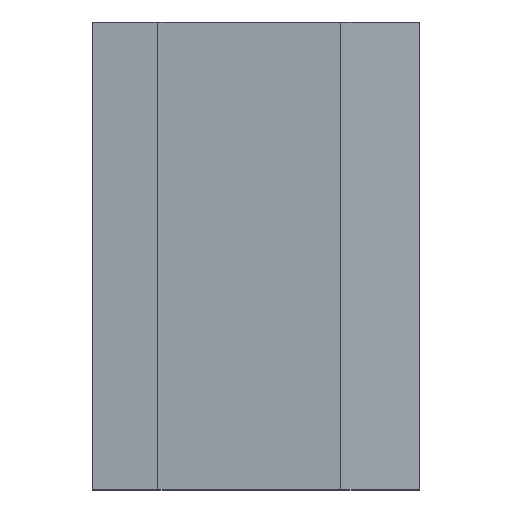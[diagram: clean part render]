
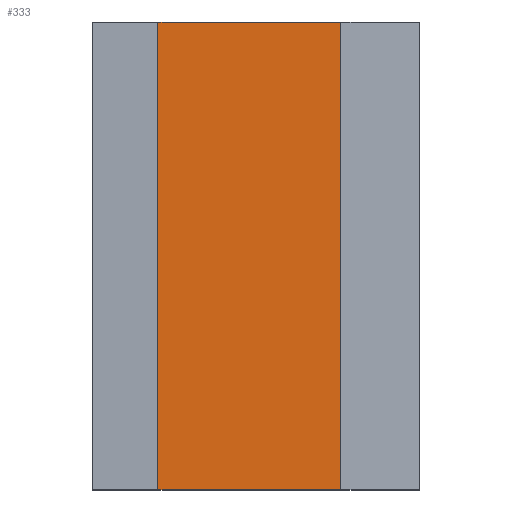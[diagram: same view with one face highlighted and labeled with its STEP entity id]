
A CAD part, left-side view. The second image highlights one B-rep face of the part: STEP entity #333.
In plain terms, the highlighted planar face has unit normal (-1, 0, 0).
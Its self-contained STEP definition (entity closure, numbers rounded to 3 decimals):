
#26=PLANE('',#372);
#45=FACE_OUTER_BOUND('',#65,.T.);
#65=EDGE_LOOP('',(#270,#271,#272,#273));
#92=LINE('',#520,#130);
#98=LINE('',#531,#136);
#99=LINE('',#533,#137);
#100=LINE('',#534,#138);
#130=VECTOR('',#428,10.);
#136=VECTOR('',#438,10.);
#137=VECTOR('',#439,10.);
#138=VECTOR('',#440,10.);
#175=VERTEX_POINT('',#518);
#176=VERTEX_POINT('',#519);
#179=VERTEX_POINT('',#530);
#180=VERTEX_POINT('',#532);
#209=EDGE_CURVE('',#175,#176,#92,.T.);
#215=EDGE_CURVE('',#176,#179,#98,.T.);
#216=EDGE_CURVE('',#180,#179,#99,.T.);
#217=EDGE_CURVE('',#175,#180,#100,.T.);
#270=ORIENTED_EDGE('',*,*,#209,.T.);
#271=ORIENTED_EDGE('',*,*,#215,.T.);
#272=ORIENTED_EDGE('',*,*,#216,.F.);
#273=ORIENTED_EDGE('',*,*,#217,.F.);
#333=ADVANCED_FACE('',(#45),#26,.T.);
#372=AXIS2_PLACEMENT_3D('',#529,#436,#437);
#428=DIRECTION('',(0.,0.,-1.));
#436=DIRECTION('center_axis',(-1.,0.,0.));
#437=DIRECTION('ref_axis',(0.,0.,-1.));
#438=DIRECTION('',(0.,-1.,0.));
#439=DIRECTION('',(0.,0.,-1.));
#440=DIRECTION('',(0.,-1.,0.));
#518=CARTESIAN_POINT('',(4.915,12.5,82.4));
#519=CARTESIAN_POINT('',(4.915,12.5,46.6));
#520=CARTESIAN_POINT('',(4.915,12.5,64.5));
#529=CARTESIAN_POINT('Origin',(4.915,17.5,82.4));
#530=CARTESIAN_POINT('',(4.915,-1.5,46.6));
#531=CARTESIAN_POINT('',(4.915,17.5,46.6));
#532=CARTESIAN_POINT('',(4.915,-1.5,82.4));
#533=CARTESIAN_POINT('',(4.915,-1.5,73.45));
#534=CARTESIAN_POINT('',(4.915,17.5,82.4));
